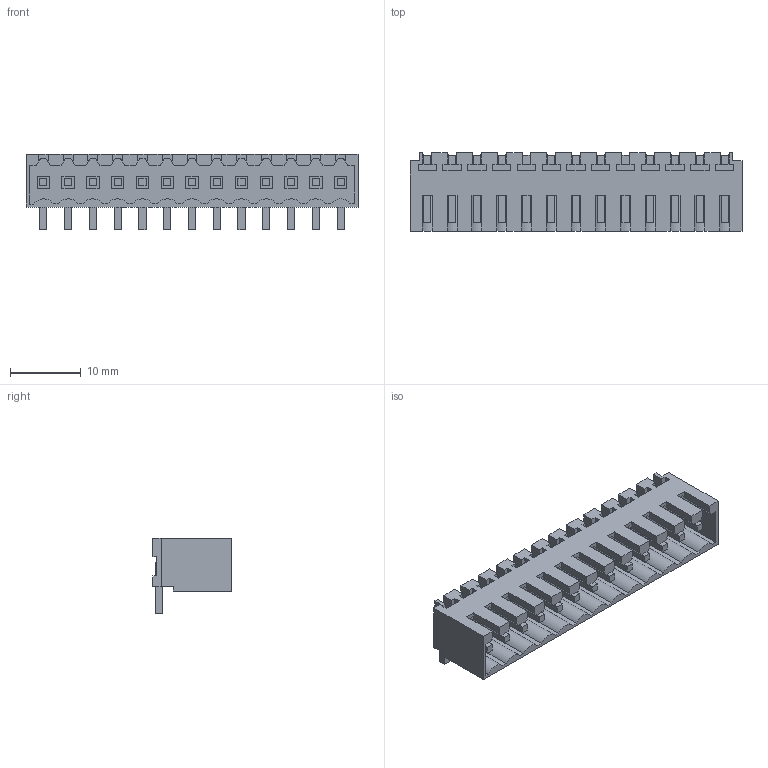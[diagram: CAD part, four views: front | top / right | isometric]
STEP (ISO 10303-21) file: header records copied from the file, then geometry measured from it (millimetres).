
FILE_DESCRIPTION(('CATIA V5 STEP Exchange','CAx-IF Rec.Pracs.--- Model Styling and Organization---1.2---2011-12-15'),'2;1');
FILE_NAME ('D1457190_0_1841740000_1841740000.stp','2018-03-10T11:06:26+00:00',('none'),('Weidmueller'),'CATIA Version 5-6 Release 2014','CATIA V5 STEP AP214','none');
FILE_SCHEMA(('AUTOMOTIVE_DESIGN { 1 0 10303 214 1 1 1 1 }'));
Length unit declared in the file: millimetre
Products named in the file (1): 1841740000
Bounding box: 46.9 x 11.05 x 10.65 mm (x, y, z)
Volume: 1579.1 mm3; surface area: 4382.5 mm2
Topology: 14 solids, 14 shells, 727 faces, 2140 edges, 1454 vertices
Faces by surface type: plane 714, cylinder 13
Entity records: 21828 total; most frequent: ORIENTED_EDGE 4280, CARTESIAN_POINT 3916, DIRECTION 2782, EDGE_CURVE 2140, VECTOR 2114, LINE 2114, VERTEX_POINT 1454, EDGE_LOOP 766
